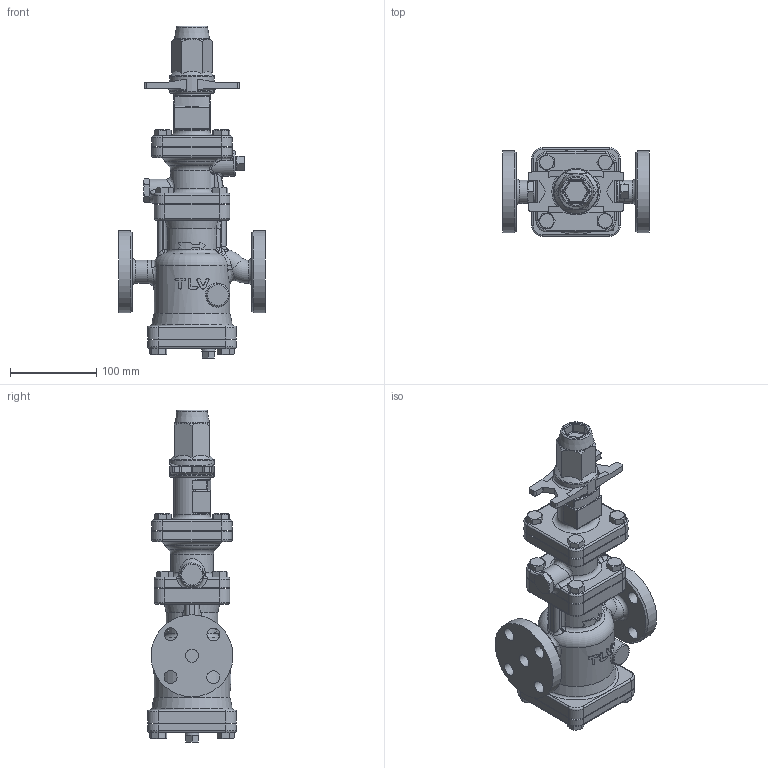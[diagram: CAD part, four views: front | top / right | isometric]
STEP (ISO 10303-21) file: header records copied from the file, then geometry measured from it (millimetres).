
FILE_DESCRIPTION(/* description */ (''),/* implementation_level */ '2;1');
FILE_NAME(/* name */ 'acosr-015-jis10-00.stp',/* time_stamp */ '2017-11-15T08:47:01+09:00',/* author */ ('nakaot'),/* organization */ ('株式会社テイエルブイ'),/* preprocessor_version */ 'ST-DEVELOPER v15.6',/* originating_system */ 'Autodesk Inventor 2015',/* authorisation */ '');
FILE_SCHEMA (('CONFIG_CONTROL_DESIGN'));
Length unit declared in the file: millimetre
Products named in the file (1): acosr-015-jis10-00
Bounding box: 170 x 103 x 385 mm (x, y, z)
Volume: 1930736.8 mm3; surface area: 224091.1 mm2
Topology: 1 solids, 2 shells, 686 faces, 1669 edges, 1008 vertices
Faces by surface type: plane 261, cylinder 180, bspline 103, torus 63, cone 60, sphere 19
Full cylindrical faces by diameter (mm): 10 x16, 12 x8, 13.889 x1, 15 x10, 26 x1, 27 x1, 42 x1, 52 x1, 59.17 x1, 60 x1, 70 x1, 88 x1, 95 x2
Entity records: 34709 total; most frequent: CARTESIAN_POINT 20041, ORIENTED_EDGE 3078, DIRECTION 2856, EDGE_CURVE 1539, AXIS2_PLACEMENT_3D 1135, VERTEX_POINT 984, EDGE_LOOP 851, FACE_OUTER_BOUND 685
